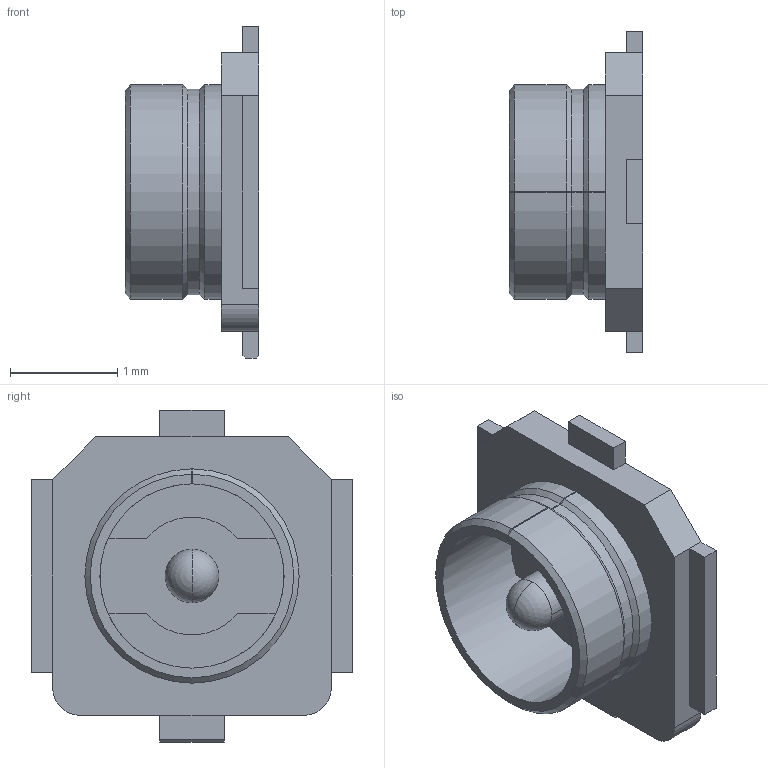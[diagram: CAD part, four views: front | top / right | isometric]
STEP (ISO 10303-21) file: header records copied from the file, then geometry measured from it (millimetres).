
FILE_DESCRIPTION((''),'2;1');
FILE_NAME('A-1JB_SW0001','2019-11-20T',('Kaviyarasan'),(''),'CREO PARAMETRIC BY PTC INC, 2018360','CREO PARAMETRIC BY PTC INC, 2018360','');
FILE_SCHEMA(('CONFIG_CONTROL_DESIGN'));
Length unit declared in the file: millimetre
Products named in the file (1): A-1JB_SW0001
Bounding box: 1.25 x 3 x 3.1 mm (x, y, z)
Volume: 3.2 mm3; surface area: 31 mm2
Topology: 1 solids, 1 shells, 52 faces, 143 edges, 93 vertices
Faces by surface type: plane 36, cylinder 11, cone 3, sphere 2
Entity records: 1684 total; most frequent: CARTESIAN_POINT 312, ORIENTED_EDGE 282, DIRECTION 270, EDGE_CURVE 141, VECTOR 104, LINE 104, VERTEX_POINT 93, AXIS2_PLACEMENT_3D 83
